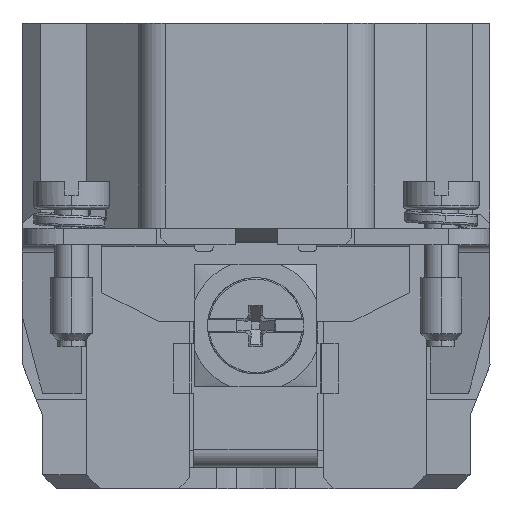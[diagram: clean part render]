
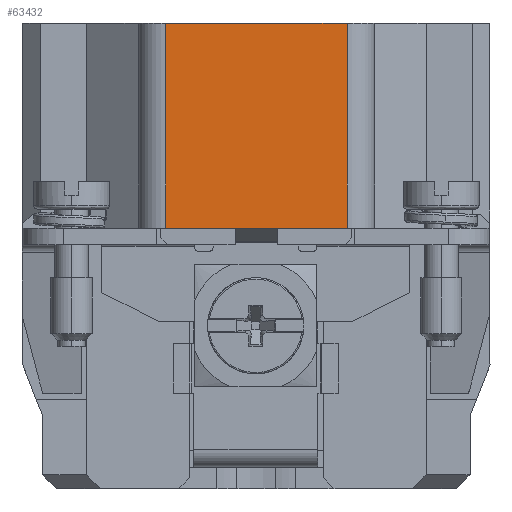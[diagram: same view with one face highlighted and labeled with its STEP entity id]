
A CAD part, left-side view. The second image highlights one B-rep face of the part: STEP entity #63432.
In plain terms, the highlighted planar face has unit normal (-1, 0, 0).
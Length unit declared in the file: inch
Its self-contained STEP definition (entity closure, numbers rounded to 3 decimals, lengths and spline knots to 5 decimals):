
#160 = CARTESIAN_POINT ( 'NONE',  ( -5.43937, 0.16517, 1.84689 ) ) ;
#2939 = VERTEX_POINT ( 'NONE', #50816 ) ;
#3418 = VECTOR ( 'NONE', #67647, 39.37008 ) ;
#5719 = DIRECTION ( 'NONE',  ( 0., -1., 0. ) ) ;
#12429 = CARTESIAN_POINT ( 'NONE',  ( -5.43937, 0.17556, 1.84689 ) ) ;
#16301 = EDGE_CURVE ( 'NONE', #36040, #2939, #57089, .T. ) ;
#18954 = VECTOR ( 'NONE', #57507, 39.37008 ) ;
#19032 = CARTESIAN_POINT ( 'NONE',  ( -5.43937, -0.35452, 2.44523 ) ) ;
#21485 = CARTESIAN_POINT ( 'NONE',  ( -5.43937, -0.35452, 1.85862 ) ) ;
#24051 = PLANE ( 'NONE',  #54056 ) ;
#36040 = VERTEX_POINT ( 'NONE', #81935 ) ;
#36532 = CARTESIAN_POINT ( 'NONE',  ( -5.43937, 0.17556, 1.85862 ) ) ;
#37343 = EDGE_CURVE ( 'NONE', #76022, #38313, #78037, .T. ) ;
#37758 = LINE ( 'NONE', #36532, #71154 ) ;
#38313 = VERTEX_POINT ( 'NONE', #63600 ) ;
#42328 = CARTESIAN_POINT ( 'NONE',  ( -5.43937, 0.60139, 2.44523 ) ) ;
#46112 = ORIENTED_EDGE ( 'NONE', *, *, #16301, .T. ) ;
#46836 = DIRECTION ( 'NONE',  ( 0., 0., -1. ) ) ;
#47701 = VECTOR ( 'NONE', #46836, 39.37008 ) ;
#49405 = DIRECTION ( 'NONE',  ( -1., 0., 0. ) ) ;
#50816 = CARTESIAN_POINT ( 'NONE',  ( -5.43937, 0.16517, 1.85862 ) ) ;
#54056 = AXIS2_PLACEMENT_3D ( 'NONE', #12429, #49405, #74753 ) ;
#56607 = ORIENTED_EDGE ( 'NONE', *, *, #80323, .T. ) ;
#57089 = LINE ( 'NONE', #160, #18954 ) ;
#57507 = DIRECTION ( 'NONE',  ( 0., 0., -1. ) ) ;
#63432 = ADVANCED_FACE ( 'NONE', ( #69348 ), #24051, .T. ) ;
#63600 = CARTESIAN_POINT ( 'NONE',  ( -5.43937, -0.35452, 1.85862 ) ) ;
#64891 = ORIENTED_EDGE ( 'NONE', *, *, #75839, .F. ) ;
#67647 = DIRECTION ( 'NONE',  ( 0., -1., 0. ) ) ;
#69348 = FACE_OUTER_BOUND ( 'NONE', #70731, .T. ) ;
#70731 = EDGE_LOOP ( 'NONE', ( #56607, #78940, #64891, #46112 ) ) ;
#71154 = VECTOR ( 'NONE', #5719, 39.37008 ) ;
#72673 = LINE ( 'NONE', #42328, #3418 ) ;
#74753 = DIRECTION ( 'NONE',  ( 0., 0., 1. ) ) ;
#75839 = EDGE_CURVE ( 'NONE', #36040, #76022, #72673, .T. ) ;
#76022 = VERTEX_POINT ( 'NONE', #19032 ) ;
#78037 = LINE ( 'NONE', #21485, #47701 ) ;
#78940 = ORIENTED_EDGE ( 'NONE', *, *, #37343, .F. ) ;
#80323 = EDGE_CURVE ( 'NONE', #2939, #38313, #37758, .T. ) ;
#81935 = CARTESIAN_POINT ( 'NONE',  ( -5.43937, 0.16517, 2.44523 ) ) ;
